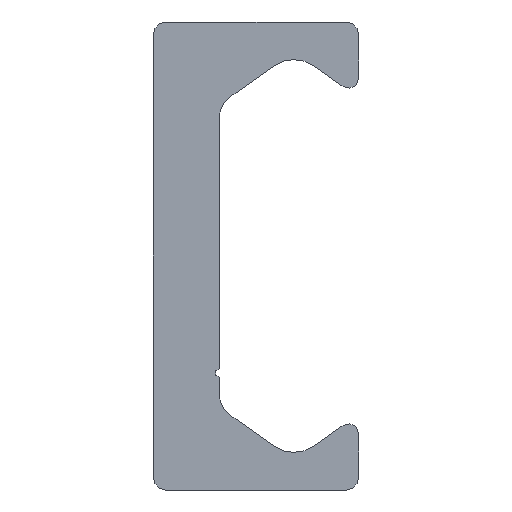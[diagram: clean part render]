
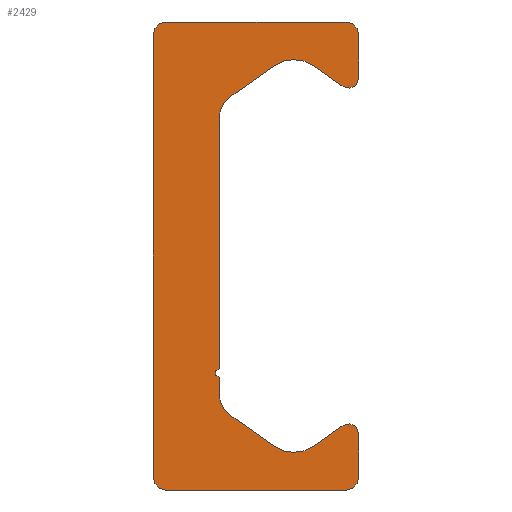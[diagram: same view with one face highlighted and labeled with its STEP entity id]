
A CAD part, left-side view. The second image highlights one B-rep face of the part: STEP entity #2429.
In plain terms, the highlighted planar face has unit normal (-1, 0, 0).
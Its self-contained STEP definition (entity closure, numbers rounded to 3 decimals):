
#1580=CARTESIAN_POINT('',(0.0,5.4,-14.));
#1581=VERTEX_POINT('',#1580);
#1588=CARTESIAN_POINT('',(0.0,6.15,-13.25));
#1589=VERTEX_POINT('',#1588);
#1590=CARTESIAN_POINT('',(0.0,5.4,-13.25));
#1591=DIRECTION('',(1.0,0.0,0.0));
#1592=DIRECTION('',(0.0,0.0,-1.0));
#1593=AXIS2_PLACEMENT_3D('',#1590,#1591,#1592);
#1594=CIRCLE('',#1593,0.75);
#1595=EDGE_CURVE('',#1581,#1589,#1594,.T.);
#1619=CARTESIAN_POINT('',(0.0,-5.4,-14.));
#1620=VERTEX_POINT('',#1619);
#1627=CARTESIAN_POINT('',(0.0,-5.4,-14.));
#1628=DIRECTION('',(0.0,1.0,0.0));
#1629=VECTOR('',#1628,10.8);
#1630=LINE('',#1627,#1629);
#1631=EDGE_CURVE('',#1620,#1581,#1630,.T.);
#1651=CARTESIAN_POINT('',(0.0,-6.15,-13.25));
#1652=VERTEX_POINT('',#1651);
#1659=CARTESIAN_POINT('',(0.0,-5.4,-13.25));
#1660=DIRECTION('',(1.0,0.0,0.0));
#1661=DIRECTION('',(0.0,-1.0,0.0));
#1662=AXIS2_PLACEMENT_3D('',#1659,#1660,#1661);
#1663=CIRCLE('',#1662,0.75);
#1664=EDGE_CURVE('',#1652,#1620,#1663,.T.);
#1683=CARTESIAN_POINT('',(0.0,-6.15,-10.63));
#1684=VERTEX_POINT('',#1683);
#1691=CARTESIAN_POINT('',(0.0,-6.15,-10.63));
#1692=DIRECTION('',(0.0,0.0,-1.0));
#1693=VECTOR('',#1692,2.62);
#1694=LINE('',#1691,#1693);
#1695=EDGE_CURVE('',#1684,#1652,#1694,.T.);
#1715=CARTESIAN_POINT('',(0.0,-5.206,-10.139));
#1716=VERTEX_POINT('',#1715);
#1723=CARTESIAN_POINT('',(0.0,-5.55,-10.63));
#1724=DIRECTION('',(1.0,0.0,0.0));
#1725=DIRECTION('',(0.0,0.574,0.819));
#1726=AXIS2_PLACEMENT_3D('',#1723,#1724,#1725);
#1727=CIRCLE('',#1726,0.6);
#1728=EDGE_CURVE('',#1716,#1684,#1727,.T.);
#1747=CARTESIAN_POINT('',(0.0,-3.417,-11.391));
#1748=VERTEX_POINT('',#1747);
#1755=CARTESIAN_POINT('',(0.0,-3.417,-11.391));
#1756=DIRECTION('',(0.0,-0.819,0.574));
#1757=VECTOR('',#1756,2.184);
#1758=LINE('',#1755,#1757);
#1759=EDGE_CURVE('',#1748,#1716,#1758,.T.);
#1779=CARTESIAN_POINT('',(0.0,-1.123,-11.391));
#1780=VERTEX_POINT('',#1779);
#1787=CARTESIAN_POINT('',(0.0,-2.27,-9.753));
#1788=DIRECTION('',(-1.0,0.0,0.0));
#1789=DIRECTION('',(0.0,0.574,0.819));
#1790=AXIS2_PLACEMENT_3D('',#1787,#1788,#1789);
#1791=CIRCLE('',#1790,2.0);
#1792=EDGE_CURVE('',#1780,#1748,#1791,.T.);
#1811=CARTESIAN_POINT('',(0.0,1.56,-9.512));
#1812=VERTEX_POINT('',#1811);
#1819=CARTESIAN_POINT('',(0.0,1.56,-9.512));
#1820=DIRECTION('',(0.0,-0.819,-0.574));
#1821=VECTOR('',#1820,3.276);
#1822=LINE('',#1819,#1821);
#1823=EDGE_CURVE('',#1812,#1780,#1822,.T.);
#1843=CARTESIAN_POINT('',(0.0,2.2,-8.283));
#1844=VERTEX_POINT('',#1843);
#1851=CARTESIAN_POINT('',(0.0,0.7,-8.283));
#1852=DIRECTION('',(-1.0,0.0,0.0));
#1853=DIRECTION('',(0.0,-0.574,0.819));
#1854=AXIS2_PLACEMENT_3D('',#1851,#1852,#1853);
#1855=CIRCLE('',#1854,1.5);
#1856=EDGE_CURVE('',#1844,#1812,#1855,.T.);
#1875=CARTESIAN_POINT('',(0.0,2.2,-7.25));
#1876=VERTEX_POINT('',#1875);
#1883=CARTESIAN_POINT('',(0.0,2.2,-7.25));
#1884=DIRECTION('',(0.0,0.0,-1.0));
#1885=VECTOR('',#1884,1.033);
#1886=LINE('',#1883,#1885);
#1887=EDGE_CURVE('',#1876,#1844,#1886,.T.);
#1907=CARTESIAN_POINT('',(0.0,2.2,-6.75));
#1908=VERTEX_POINT('',#1907);
#1915=CARTESIAN_POINT('',(0.0,2.2,-7.));
#1916=DIRECTION('',(-1.0,0.0,0.0));
#1917=DIRECTION('',(0.0,0.0,1.0));
#1918=AXIS2_PLACEMENT_3D('',#1915,#1916,#1917);
#1919=CIRCLE('',#1918,0.25);
#1920=EDGE_CURVE('',#1908,#1876,#1919,.T.);
#1939=CARTESIAN_POINT('',(0.0,2.2,8.283));
#1940=VERTEX_POINT('',#1939);
#1947=CARTESIAN_POINT('',(0.0,2.2,8.283));
#1948=DIRECTION('',(0.0,0.0,-1.0));
#1949=VECTOR('',#1948,15.033);
#1950=LINE('',#1947,#1949);
#1951=EDGE_CURVE('',#1940,#1908,#1950,.T.);
#2037=CARTESIAN_POINT('',(0.0,1.56,9.512));
#2038=VERTEX_POINT('',#2037);
#2045=CARTESIAN_POINT('',(0.0,0.7,8.283));
#2046=DIRECTION('',(-1.0,0.0,0.0));
#2047=DIRECTION('',(0.0,-1.0,0.0));
#2048=AXIS2_PLACEMENT_3D('',#2045,#2046,#2047);
#2049=CIRCLE('',#2048,1.5);
#2050=EDGE_CURVE('',#2038,#1940,#2049,.T.);
#2069=CARTESIAN_POINT('',(0.0,-1.123,11.391));
#2070=VERTEX_POINT('',#2069);
#2077=CARTESIAN_POINT('',(0.0,-1.123,11.391));
#2078=DIRECTION('',(0.0,0.819,-0.574));
#2079=VECTOR('',#2078,3.276);
#2080=LINE('',#2077,#2079);
#2081=EDGE_CURVE('',#2070,#2038,#2080,.T.);
#2101=CARTESIAN_POINT('',(0.0,-3.417,11.391));
#2102=VERTEX_POINT('',#2101);
#2109=CARTESIAN_POINT('',(0.0,-2.27,9.753));
#2110=DIRECTION('',(-1.0,0.0,0.0));
#2111=DIRECTION('',(0.0,-0.574,-0.819));
#2112=AXIS2_PLACEMENT_3D('',#2109,#2110,#2111);
#2113=CIRCLE('',#2112,2.0);
#2114=EDGE_CURVE('',#2102,#2070,#2113,.T.);
#2133=CARTESIAN_POINT('',(0.0,-5.206,10.139));
#2134=VERTEX_POINT('',#2133);
#2141=CARTESIAN_POINT('',(0.0,-5.206,10.139));
#2142=DIRECTION('',(0.0,0.819,0.574));
#2143=VECTOR('',#2142,2.184);
#2144=LINE('',#2141,#2143);
#2145=EDGE_CURVE('',#2134,#2102,#2144,.T.);
#2165=CARTESIAN_POINT('',(0.0,-6.15,10.63));
#2166=VERTEX_POINT('',#2165);
#2173=CARTESIAN_POINT('',(0.0,-5.55,10.63));
#2174=DIRECTION('',(1.0,0.0,0.0));
#2175=DIRECTION('',(0.0,-1.0,0.0));
#2176=AXIS2_PLACEMENT_3D('',#2173,#2174,#2175);
#2177=CIRCLE('',#2176,0.6);
#2178=EDGE_CURVE('',#2166,#2134,#2177,.T.);
#2197=CARTESIAN_POINT('',(0.0,-6.15,13.25));
#2198=VERTEX_POINT('',#2197);
#2205=CARTESIAN_POINT('',(0.0,-6.15,13.25));
#2206=DIRECTION('',(0.0,0.0,-1.0));
#2207=VECTOR('',#2206,2.62);
#2208=LINE('',#2205,#2207);
#2209=EDGE_CURVE('',#2198,#2166,#2208,.T.);
#2229=CARTESIAN_POINT('',(0.0,-5.4,14.));
#2230=VERTEX_POINT('',#2229);
#2237=CARTESIAN_POINT('',(0.0,-5.4,13.25));
#2238=DIRECTION('',(1.0,0.0,0.0));
#2239=DIRECTION('',(0.0,0.0,1.0));
#2240=AXIS2_PLACEMENT_3D('',#2237,#2238,#2239);
#2241=CIRCLE('',#2240,0.75);
#2242=EDGE_CURVE('',#2230,#2198,#2241,.T.);
#2261=CARTESIAN_POINT('',(0.0,5.4,14.));
#2262=VERTEX_POINT('',#2261);
#2269=CARTESIAN_POINT('',(0.0,5.4,14.));
#2270=DIRECTION('',(0.0,-1.0,0.0));
#2271=VECTOR('',#2270,10.8);
#2272=LINE('',#2269,#2271);
#2273=EDGE_CURVE('',#2262,#2230,#2272,.T.);
#2293=CARTESIAN_POINT('',(0.0,6.15,13.25));
#2294=VERTEX_POINT('',#2293);
#2301=CARTESIAN_POINT('',(0.0,5.4,13.25));
#2302=DIRECTION('',(1.0,0.0,0.0));
#2303=DIRECTION('',(0.0,1.0,0.0));
#2304=AXIS2_PLACEMENT_3D('',#2301,#2302,#2303);
#2305=CIRCLE('',#2304,0.75);
#2306=EDGE_CURVE('',#2294,#2262,#2305,.T.);
#2324=CARTESIAN_POINT('',(0.0,6.15,-13.25));
#2325=DIRECTION('',(0.0,0.0,1.0));
#2326=VECTOR('',#2325,26.5);
#2327=LINE('',#2324,#2326);
#2328=EDGE_CURVE('',#1589,#2294,#2327,.T.);
#2400=CARTESIAN_POINT('',(0.0,1.352,-0.021));
#2401=DIRECTION('',(1.0,0.0,0.0));
#2402=DIRECTION('',(0.0,0.0,-1.0));
#2403=AXIS2_PLACEMENT_3D('',#2400,#2401,#2402);
#2404=PLANE('',#2403);
#2405=ORIENTED_EDGE('',*,*,#2328,.F.);
#2406=ORIENTED_EDGE('',*,*,#1595,.F.);
#2407=ORIENTED_EDGE('',*,*,#1631,.F.);
#2408=ORIENTED_EDGE('',*,*,#1664,.F.);
#2409=ORIENTED_EDGE('',*,*,#1695,.F.);
#2410=ORIENTED_EDGE('',*,*,#1728,.F.);
#2411=ORIENTED_EDGE('',*,*,#1759,.F.);
#2412=ORIENTED_EDGE('',*,*,#1792,.F.);
#2413=ORIENTED_EDGE('',*,*,#1823,.F.);
#2414=ORIENTED_EDGE('',*,*,#1856,.F.);
#2415=ORIENTED_EDGE('',*,*,#1887,.F.);
#2416=ORIENTED_EDGE('',*,*,#1920,.F.);
#2417=ORIENTED_EDGE('',*,*,#1951,.F.);
#2418=ORIENTED_EDGE('',*,*,#2050,.F.);
#2419=ORIENTED_EDGE('',*,*,#2081,.F.);
#2420=ORIENTED_EDGE('',*,*,#2114,.F.);
#2421=ORIENTED_EDGE('',*,*,#2145,.F.);
#2422=ORIENTED_EDGE('',*,*,#2178,.F.);
#2423=ORIENTED_EDGE('',*,*,#2209,.F.);
#2424=ORIENTED_EDGE('',*,*,#2242,.F.);
#2425=ORIENTED_EDGE('',*,*,#2273,.F.);
#2426=ORIENTED_EDGE('',*,*,#2306,.F.);
#2427=EDGE_LOOP('',(#2405,#2406,#2407,#2408,#2409,#2410,#2411,#2412,#2413,#2414,#2415,#2416,#2417,#2418,#2419,#2420,#2421,#2422,#2423,#2424,#2425,#2426));
#2428=FACE_OUTER_BOUND('',#2427,.T.);
#2429=ADVANCED_FACE('',(#2428),#2404,.F.);
